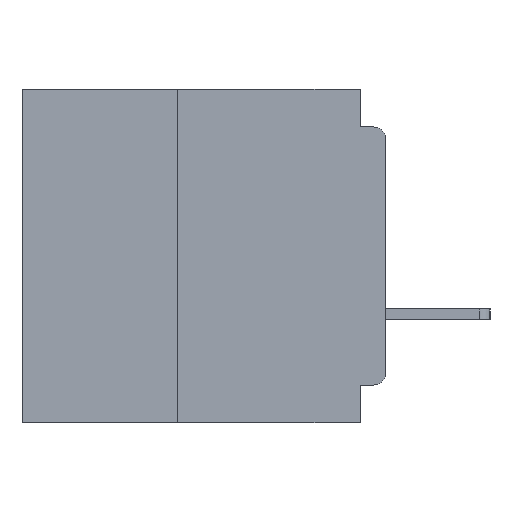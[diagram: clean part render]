
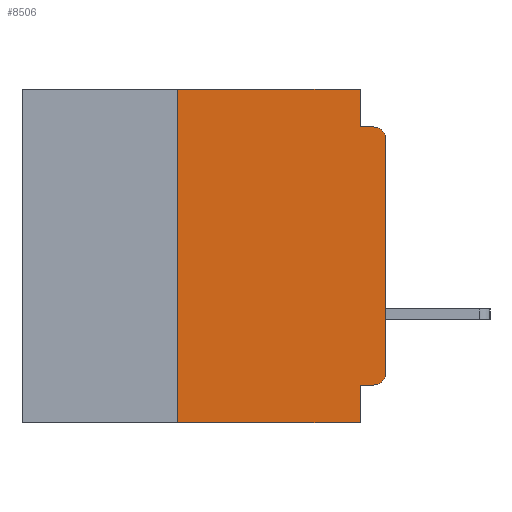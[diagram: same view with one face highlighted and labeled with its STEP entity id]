
A CAD part, left-side view. The second image highlights one B-rep face of the part: STEP entity #8506.
In plain terms, the highlighted planar face has unit normal (-1, 0, 0).
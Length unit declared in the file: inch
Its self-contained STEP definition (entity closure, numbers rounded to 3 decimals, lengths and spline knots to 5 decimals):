
#1422 = CARTESIAN_POINT ( 'NONE',  ( 0., 0.25, -0.4 ) ) ;
#1896 = CARTESIAN_POINT ( 'NONE',  ( 0., 0.031, 0. ) ) ;
#2023 = VERTEX_POINT ( 'NONE', #4008 ) ;
#2282 = FACE_OUTER_BOUND ( 'NONE', #5505, .T. ) ;
#2968 = LINE ( 'NONE', #23420, #3963 ) ;
#3332 = ORIENTED_EDGE ( 'NONE', *, *, #5612, .F. ) ;
#3512 = VERTEX_POINT ( 'NONE', #20816 ) ;
#3963 = VECTOR ( 'NONE', #4798, 39.37008 ) ;
#4008 = CARTESIAN_POINT ( 'NONE',  ( 0., 0., -0.06 ) ) ;
#4798 = DIRECTION ( 'NONE',  ( 0., 0., -1. ) ) ;
#4994 = CARTESIAN_POINT ( 'NONE',  ( 0., 0.031, -0.045 ) ) ;
#5342 = LINE ( 'NONE', #30744, #20936 ) ;
#5500 = VECTOR ( 'NONE', #7775, 39.37008 ) ;
#5505 = EDGE_LOOP ( 'NONE', ( #37410, #19659, #33215, #39621, #38397, #3332, #8818, #28621, #29036, #32436 ) ) ;
#5612 = EDGE_CURVE ( 'NONE', #18837, #3512, #14886, .T. ) ;
#6013 = LINE ( 'NONE', #26383, #37023 ) ;
#7556 = EDGE_CURVE ( 'NONE', #35406, #10146, #5342, .T. ) ;
#7775 = DIRECTION ( 'NONE',  ( 0., 0., 1. ) ) ;
#8506 = ADVANCED_FACE ( 'NONE', ( #2282 ), #14315, .F. ) ;
#8767 = CARTESIAN_POINT ( 'NONE',  ( 0., 0.015, -0.34 ) ) ;
#8818 = ORIENTED_EDGE ( 'NONE', *, *, #9135, .T. ) ;
#9135 = EDGE_CURVE ( 'NONE', #18837, #28105, #35745, .T. ) ;
#9166 = VERTEX_POINT ( 'NONE', #4994 ) ;
#9233 = EDGE_CURVE ( 'NONE', #24204, #2023, #30908, .T. ) ;
#9996 = CARTESIAN_POINT ( 'NONE',  ( 0., 0.031, -0.4 ) ) ;
#10146 = VERTEX_POINT ( 'NONE', #37619 ) ;
#11007 = EDGE_CURVE ( 'NONE', #2023, #13653, #23507, .T. ) ;
#11240 = DIRECTION ( 'NONE',  ( 0., -1., 0. ) ) ;
#11950 = DIRECTION ( 'NONE',  ( 0., 0., -1. ) ) ;
#13073 = LINE ( 'NONE', #18124, #20263 ) ;
#13653 = VERTEX_POINT ( 'NONE', #33541 ) ;
#14175 = CARTESIAN_POINT ( 'NONE',  ( 0., 0.015, -0.06 ) ) ;
#14315 = PLANE ( 'NONE',  #25274 ) ;
#14886 = LINE ( 'NONE', #1422, #5500 ) ;
#14939 = DIRECTION ( 'NONE',  ( 0., 0., 1. ) ) ;
#15568 = VECTOR ( 'NONE', #14939, 39.37008 ) ;
#16786 = EDGE_CURVE ( 'NONE', #10146, #28105, #2968, .T. ) ;
#16837 = VERTEX_POINT ( 'NONE', #1896 ) ;
#17246 = DIRECTION ( 'NONE',  ( 0., 0., -1. ) ) ;
#17379 = DIRECTION ( 'NONE',  ( 1., 0., 0. ) ) ;
#17514 = CARTESIAN_POINT ( 'NONE',  ( 0., 0., -0.045 ) ) ;
#18124 = CARTESIAN_POINT ( 'NONE',  ( 0., 0.437, 0. ) ) ;
#18837 = VERTEX_POINT ( 'NONE', #24555 ) ;
#19659 = ORIENTED_EDGE ( 'NONE', *, *, #11007, .T. ) ;
#20263 = VECTOR ( 'NONE', #39637, 39.37008 ) ;
#20565 = EDGE_CURVE ( 'NONE', #3512, #16837, #13073, .T. ) ;
#20816 = CARTESIAN_POINT ( 'NONE',  ( 0., 0.25, 0. ) ) ;
#20936 = VECTOR ( 'NONE', #27661, 39.37008 ) ;
#21336 = VECTOR ( 'NONE', #39015, 39.37008 ) ;
#22186 = CARTESIAN_POINT ( 'NONE',  ( 0., 0., -0.34 ) ) ;
#23393 = CARTESIAN_POINT ( 'NONE',  ( 0., 0.437, 0. ) ) ;
#23420 = CARTESIAN_POINT ( 'NONE',  ( 0., 0.031, -0.4 ) ) ;
#23507 = CIRCLE ( 'NONE', #29986, 0.015 ) ;
#23934 = CARTESIAN_POINT ( 'NONE',  ( 0., 0.015, -0.355 ) ) ;
#24204 = VERTEX_POINT ( 'NONE', #22186 ) ;
#24555 = CARTESIAN_POINT ( 'NONE',  ( 0., 0.25, -0.4 ) ) ;
#24594 = EDGE_CURVE ( 'NONE', #35406, #24204, #39240, .T. ) ;
#25274 = AXIS2_PLACEMENT_3D ( 'NONE', #23393, #17379, #38884 ) ;
#26383 = CARTESIAN_POINT ( 'NONE',  ( 0., 0.031, 0. ) ) ;
#27204 = EDGE_CURVE ( 'NONE', #9166, #13653, #37721, .T. ) ;
#27563 = VECTOR ( 'NONE', #11240, 39.37008 ) ;
#27661 = DIRECTION ( 'NONE',  ( 0., 1., 0. ) ) ;
#28105 = VERTEX_POINT ( 'NONE', #9996 ) ;
#28621 = ORIENTED_EDGE ( 'NONE', *, *, #16786, .F. ) ;
#29036 = ORIENTED_EDGE ( 'NONE', *, *, #7556, .F. ) ;
#29471 = DIRECTION ( 'NONE',  ( 0., 0., -1. ) ) ;
#29700 = CARTESIAN_POINT ( 'NONE',  ( 0., 0.437, -0.4 ) ) ;
#29986 = AXIS2_PLACEMENT_3D ( 'NONE', #14175, #35673, #17246 ) ;
#30386 = DIRECTION ( 'NONE',  ( -1., 0., 0. ) ) ;
#30744 = CARTESIAN_POINT ( 'NONE',  ( 0., 0., -0.355 ) ) ;
#30908 = LINE ( 'NONE', #33330, #15568 ) ;
#32436 = ORIENTED_EDGE ( 'NONE', *, *, #24594, .T. ) ;
#32943 = AXIS2_PLACEMENT_3D ( 'NONE', #8767, #30386, #11950 ) ;
#33215 = ORIENTED_EDGE ( 'NONE', *, *, #27204, .F. ) ;
#33330 = CARTESIAN_POINT ( 'NONE',  ( 0., 0., 0. ) ) ;
#33541 = CARTESIAN_POINT ( 'NONE',  ( 0., 0.015, -0.045 ) ) ;
#34111 = EDGE_CURVE ( 'NONE', #16837, #9166, #6013, .T. ) ;
#35406 = VERTEX_POINT ( 'NONE', #23934 ) ;
#35673 = DIRECTION ( 'NONE',  ( -1., 0., 0. ) ) ;
#35745 = LINE ( 'NONE', #29700, #27563 ) ;
#37023 = VECTOR ( 'NONE', #29471, 39.37008 ) ;
#37410 = ORIENTED_EDGE ( 'NONE', *, *, #9233, .T. ) ;
#37619 = CARTESIAN_POINT ( 'NONE',  ( 0., 0.031, -0.355 ) ) ;
#37721 = LINE ( 'NONE', #17514, #21336 ) ;
#38397 = ORIENTED_EDGE ( 'NONE', *, *, #20565, .F. ) ;
#38884 = DIRECTION ( 'NONE',  ( 0., 0., -1. ) ) ;
#39015 = DIRECTION ( 'NONE',  ( 0., -1., 0. ) ) ;
#39240 = CIRCLE ( 'NONE', #32943, 0.015 ) ;
#39621 = ORIENTED_EDGE ( 'NONE', *, *, #34111, .F. ) ;
#39637 = DIRECTION ( 'NONE',  ( 0., -1., 0. ) ) ;
